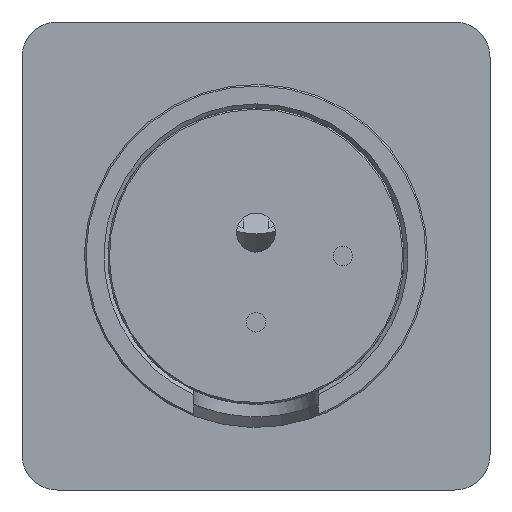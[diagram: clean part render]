
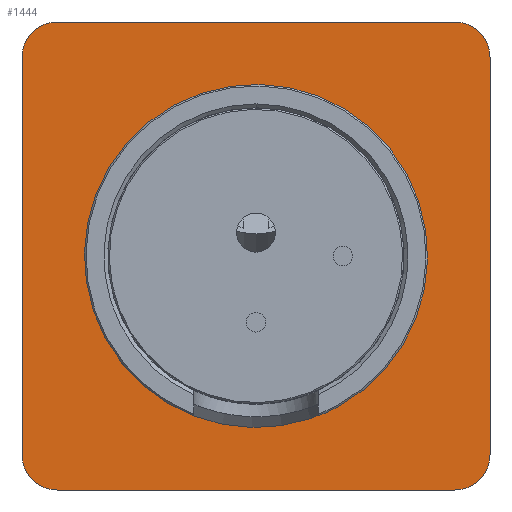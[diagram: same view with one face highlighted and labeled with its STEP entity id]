
A CAD part, front view. The second image highlights one B-rep face of the part: STEP entity #1444.
In plain terms, the highlighted face is planar.
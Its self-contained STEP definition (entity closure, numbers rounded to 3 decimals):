
#1315=CARTESIAN_POINT('Vertex',(19.,0.,3.)) ;
#1320=CARTESIAN_POINT('Axis2P3D Location',(0.,0.,3.)) ;
#1324=CARTESIAN_POINT('Vertex',(-19.,0.,3.)) ;
#1364=CARTESIAN_POINT('Axis2P3D Location',(0.,0.,3.)) ;
#1369=CARTESIAN_POINT('Line Origine',(30.,0.,3.)) ;
#1373=CARTESIAN_POINT('Vertex',(30.,-25.5,3.)) ;
#1375=CARTESIAN_POINT('Vertex',(30.,25.5,3.)) ;
#1378=CARTESIAN_POINT('Axis2P3D Location',(25.5,25.5,3.)) ;
#1382=CARTESIAN_POINT('Vertex',(25.5,30.,3.)) ;
#1385=CARTESIAN_POINT('Line Origine',(0.,30.,3.)) ;
#1389=CARTESIAN_POINT('Vertex',(-25.5,30.,3.)) ;
#1392=CARTESIAN_POINT('Axis2P3D Location',(-25.5,25.5,3.)) ;
#1396=CARTESIAN_POINT('Vertex',(-30.,25.5,3.)) ;
#1399=CARTESIAN_POINT('Line Origine',(-30.,0.,3.)) ;
#1403=CARTESIAN_POINT('Vertex',(-30.,-25.5,3.)) ;
#1406=CARTESIAN_POINT('Axis2P3D Location',(-25.5,-25.5,3.)) ;
#1410=CARTESIAN_POINT('Vertex',(-25.5,-30.,3.)) ;
#1413=CARTESIAN_POINT('Line Origine',(0.,-30.,3.)) ;
#1417=CARTESIAN_POINT('Vertex',(25.5,-30.,3.)) ;
#1420=CARTESIAN_POINT('Axis2P3D Location',(25.5,-25.5,3.)) ;
#1435=CARTESIAN_POINT('Axis2P3D Location',(0.,0.,3.)) ;
#1371=VECTOR('Line Direction',#1370,1.) ;
#1387=VECTOR('Line Direction',#1386,1.) ;
#1401=VECTOR('Line Direction',#1400,1.) ;
#1415=VECTOR('Line Direction',#1414,1.) ;
#1321=DIRECTION('Axis2P3D Direction',(0.,0.,1.)) ;
#1365=DIRECTION('Axis2P3D Direction',(0.,0.,1.)) ;
#1366=DIRECTION('Axis2P3D XDirection',(1.,0.,0.)) ;
#1370=DIRECTION('Vector Direction',(0.,-1.,0.)) ;
#1379=DIRECTION('Axis2P3D Direction',(0.,0.,1.)) ;
#1386=DIRECTION('Vector Direction',(1.,0.,0.)) ;
#1393=DIRECTION('Axis2P3D Direction',(0.,0.,1.)) ;
#1400=DIRECTION('Vector Direction',(0.,1.,0.)) ;
#1407=DIRECTION('Axis2P3D Direction',(0.,0.,1.)) ;
#1414=DIRECTION('Vector Direction',(-1.,0.,0.)) ;
#1421=DIRECTION('Axis2P3D Direction',(0.,0.,1.)) ;
#1436=DIRECTION('Axis2P3D Direction',(0.,0.,1.)) ;
#1322=AXIS2_PLACEMENT_3D('Circle Axis2P3D',#1320,#1321,$) ;
#1367=AXIS2_PLACEMENT_3D('Plane Axis2P3D',#1364,#1365,#1366) ;
#1380=AXIS2_PLACEMENT_3D('Circle Axis2P3D',#1378,#1379,$) ;
#1394=AXIS2_PLACEMENT_3D('Circle Axis2P3D',#1392,#1393,$) ;
#1408=AXIS2_PLACEMENT_3D('Circle Axis2P3D',#1406,#1407,$) ;
#1422=AXIS2_PLACEMENT_3D('Circle Axis2P3D',#1420,#1421,$) ;
#1437=AXIS2_PLACEMENT_3D('Circle Axis2P3D',#1435,#1436,$) ;
#1372=LINE('Line',#1369,#1371) ;
#1388=LINE('Line',#1385,#1387) ;
#1402=LINE('Line',#1399,#1401) ;
#1416=LINE('Line',#1413,#1415) ;
#1323=CIRCLE('generated circle',#1322,19.) ;
#1381=CIRCLE('generated circle',#1380,4.5) ;
#1395=CIRCLE('generated circle',#1394,4.5) ;
#1409=CIRCLE('generated circle',#1408,4.5) ;
#1423=CIRCLE('generated circle',#1422,4.5) ;
#1438=CIRCLE('generated circle',#1437,19.) ;
#1368=PLANE('',#1367) ;
#1443=FACE_BOUND('',#1440,.T.) ;
#1326=EDGE_CURVE('',#1316,#1325,#1323,.T.) ;
#1377=EDGE_CURVE('',#1374,#1376,#1372,.F.) ;
#1384=EDGE_CURVE('',#1383,#1376,#1381,.F.) ;
#1391=EDGE_CURVE('',#1383,#1390,#1388,.F.) ;
#1398=EDGE_CURVE('',#1397,#1390,#1395,.F.) ;
#1405=EDGE_CURVE('',#1397,#1404,#1402,.F.) ;
#1412=EDGE_CURVE('',#1411,#1404,#1409,.F.) ;
#1419=EDGE_CURVE('',#1411,#1418,#1416,.F.) ;
#1424=EDGE_CURVE('',#1374,#1418,#1423,.F.) ;
#1439=EDGE_CURVE('',#1325,#1316,#1438,.T.) ;
#1425=EDGE_LOOP('',(#1426,#1427,#1428,#1429,#1430,#1431,#1432,#1433)) ;
#1440=EDGE_LOOP('',(#1441,#1442)) ;
#1426=ORIENTED_EDGE('',*,*,#1377,.T.) ;
#1427=ORIENTED_EDGE('',*,*,#1384,.F.) ;
#1428=ORIENTED_EDGE('',*,*,#1391,.T.) ;
#1429=ORIENTED_EDGE('',*,*,#1398,.F.) ;
#1430=ORIENTED_EDGE('',*,*,#1405,.T.) ;
#1431=ORIENTED_EDGE('',*,*,#1412,.F.) ;
#1432=ORIENTED_EDGE('',*,*,#1419,.T.) ;
#1433=ORIENTED_EDGE('',*,*,#1424,.F.) ;
#1441=ORIENTED_EDGE('',*,*,#1326,.F.) ;
#1442=ORIENTED_EDGE('',*,*,#1439,.F.) ;
#1316=VERTEX_POINT('',#1315) ;
#1325=VERTEX_POINT('',#1324) ;
#1374=VERTEX_POINT('',#1373) ;
#1376=VERTEX_POINT('',#1375) ;
#1383=VERTEX_POINT('',#1382) ;
#1390=VERTEX_POINT('',#1389) ;
#1397=VERTEX_POINT('',#1396) ;
#1404=VERTEX_POINT('',#1403) ;
#1411=VERTEX_POINT('',#1410) ;
#1418=VERTEX_POINT('',#1417) ;
#1444=ADVANCED_FACE('\X2\96F64EF651E04F554F53\X0\',(#1434,#1443),#1368,.T.) ;
#1434=FACE_OUTER_BOUND('',#1425,.T.) ;
